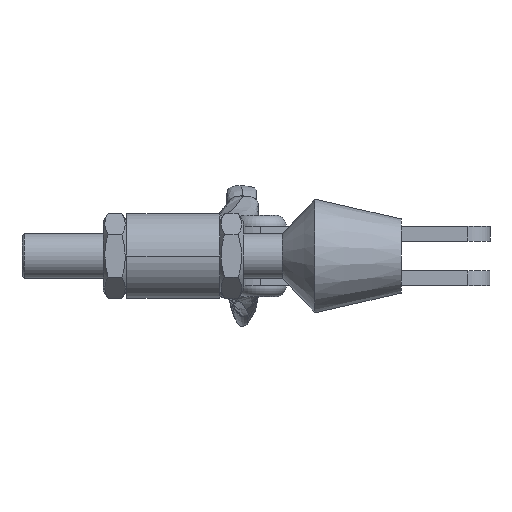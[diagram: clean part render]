
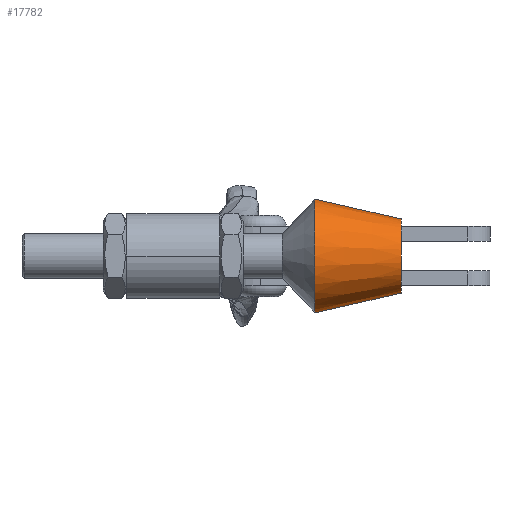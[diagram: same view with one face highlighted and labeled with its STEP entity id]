
A CAD part, left-side view. The second image highlights one B-rep face of the part: STEP entity #17782.
In plain terms, the highlighted conical face has half-angle 13 degrees and reference radius 5 mm.
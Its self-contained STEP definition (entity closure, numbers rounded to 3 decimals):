
#788 = AXIS2_PLACEMENT_3D ( 'NONE', #26578, #26579, #26580 ) ;
#791 = AXIS2_PLACEMENT_3D ( 'NONE', #26583, #26584, #26585 ) ;
#5222 = DIRECTION ( 'NONE',  ( 0., 0., 1. ) ) ;
#5224 = DIRECTION ( 'NONE',  ( 0., 1., 0. ) ) ;
#5226 = CARTESIAN_POINT ( 'NONE',  ( 0., 0., 0. ) ) ;
#6547 = FACE_OUTER_BOUND ( 'NONE', #22096, .T. ) ;
#6555 = CONICAL_SURFACE ( 'NONE', #15692, 5., 0.227 ) ;
#12900 = CARTESIAN_POINT ( 'NONE',  ( 0., 11.631, -7.685 ) ) ;
#12901 = CARTESIAN_POINT ( 'NONE',  ( 0., 11.631, 7.685 ) ) ;
#12905 = CARTESIAN_POINT ( 'NONE',  ( 0., 0., -5. ) ) ;
#12907 = CARTESIAN_POINT ( 'NONE',  ( 0., 0., 5. ) ) ;
#15692 = AXIS2_PLACEMENT_3D ( 'NONE', #5226, #5224, #5222 ) ;
#17782 = ADVANCED_FACE ( 'NONE', ( #6547 ), #6555, .T. ) ;
#20357 = ORIENTED_EDGE ( 'NONE', *, *, #26015, .F. ) ;
#20358 = ORIENTED_EDGE ( 'NONE', *, *, #26007, .T. ) ;
#20360 = ORIENTED_EDGE ( 'NONE', *, *, #26017, .T. ) ;
#20362 = ORIENTED_EDGE ( 'NONE', *, *, #26004, .F. ) ;
#21947 = VERTEX_POINT ( 'NONE', #12900 ) ;
#21948 = VERTEX_POINT ( 'NONE', #12901 ) ;
#21952 = VERTEX_POINT ( 'NONE', #12905 ) ;
#21954 = VERTEX_POINT ( 'NONE', #12907 ) ;
#22096 = EDGE_LOOP ( 'NONE', ( #20362, #20360, #20358, #20357 ) ) ;
#24966 = LINE ( 'NONE', #26563, #24970 ) ;
#24968 = LINE ( 'NONE', #26568, #24973 ) ;
#24970 = VECTOR ( 'NONE', #26561, 1000. ) ;
#24972 = CIRCLE ( 'NONE', #788, 7.685 ) ;
#24973 = VECTOR ( 'NONE', #26562, 1000. ) ;
#24979 = CIRCLE ( 'NONE', #791, 5. ) ;
#26004 = EDGE_CURVE ( 'NONE', #21952, #21947, #24966, .T. ) ;
#26007 = EDGE_CURVE ( 'NONE', #21954, #21948, #24968, .T. ) ;
#26015 = EDGE_CURVE ( 'NONE', #21947, #21948, #24972, .T. ) ;
#26017 = EDGE_CURVE ( 'NONE', #21952, #21954, #24979, .T. ) ;
#26561 = DIRECTION ( 'NONE',  ( 0., 0.974, -0.225 ) ) ;
#26562 = DIRECTION ( 'NONE',  ( 0., 0.974, 0.225 ) ) ;
#26563 = CARTESIAN_POINT ( 'NONE',  ( 0., 0., -5. ) ) ;
#26568 = CARTESIAN_POINT ( 'NONE',  ( 0., 0., 5. ) ) ;
#26578 = CARTESIAN_POINT ( 'NONE',  ( 0., 11.631, 0. ) ) ;
#26579 = DIRECTION ( 'NONE',  ( 0., 1., 0. ) ) ;
#26580 = DIRECTION ( 'NONE',  ( 0., 0., 1. ) ) ;
#26583 = CARTESIAN_POINT ( 'NONE',  ( 0., 0., 0. ) ) ;
#26584 = DIRECTION ( 'NONE',  ( 0., 1., 0. ) ) ;
#26585 = DIRECTION ( 'NONE',  ( 0., 0., 1. ) ) ;
